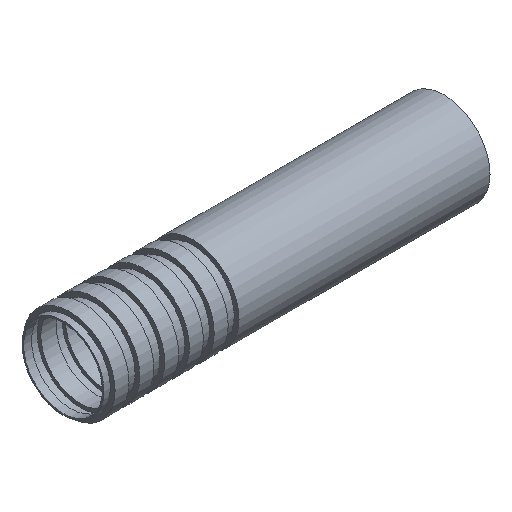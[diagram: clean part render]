
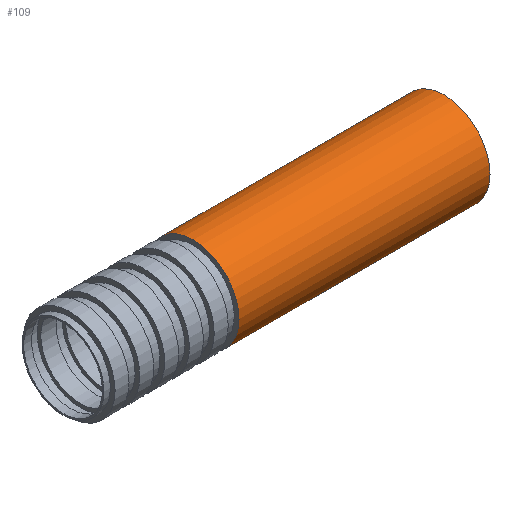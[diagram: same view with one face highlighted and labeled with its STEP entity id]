
A CAD part, isometric view. The second image highlights one B-rep face of the part: STEP entity #109.
In plain terms, the highlighted cylindrical face has radius 18 mm (diameter 36 mm), a full revolution.
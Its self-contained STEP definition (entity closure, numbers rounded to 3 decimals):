
#109 = ADVANCED_FACE( '', ( #234, #235 ), #236, .T. );
#234 = FACE_OUTER_BOUND( '', #402, .T. );
#235 = FACE_OUTER_BOUND( '', #403, .T. );
#236 = CYLINDRICAL_SURFACE( '', #404, 18. );
#402 = EDGE_LOOP( '', ( #638 ) );
#403 = EDGE_LOOP( '', ( #639 ) );
#404 = AXIS2_PLACEMENT_3D( '', #640, #641, #642 );
#638 = ORIENTED_EDGE( '', *, *, #783, .T. );
#639 = ORIENTED_EDGE( '', *, *, #782, .F. );
#640 = CARTESIAN_POINT( '', ( 5.5, 0., 0. ) );
#641 = DIRECTION( '', ( -1., 0., 0. ) );
#642 = DIRECTION( '', ( 0., 0., -1. ) );
#782 = EDGE_CURVE( '', #872, #872, #873, .T. );
#783 = EDGE_CURVE( '', #874, #874, #875, .T. );
#872 = VERTEX_POINT( '', #984 );
#873 = CIRCLE( '', #985, 18. );
#874 = VERTEX_POINT( '', #986 );
#875 = CIRCLE( '', #987, 18. );
#984 = CARTESIAN_POINT( '', ( 150., 0., -18. ) );
#985 = AXIS2_PLACEMENT_3D( '', #1130, #1131, #1132 );
#986 = CARTESIAN_POINT( '', ( 51.25, 0., -18. ) );
#987 = AXIS2_PLACEMENT_3D( '', #1133, #1134, #1135 );
#1130 = CARTESIAN_POINT( '', ( 150., 0., 0. ) );
#1131 = DIRECTION( '', ( 1., 0., 0. ) );
#1132 = DIRECTION( '', ( 0., 0., -1. ) );
#1133 = CARTESIAN_POINT( '', ( 51.25, 0., 0. ) );
#1134 = DIRECTION( '', ( 1., 0., 0. ) );
#1135 = DIRECTION( '', ( 0., 0., -1. ) );
